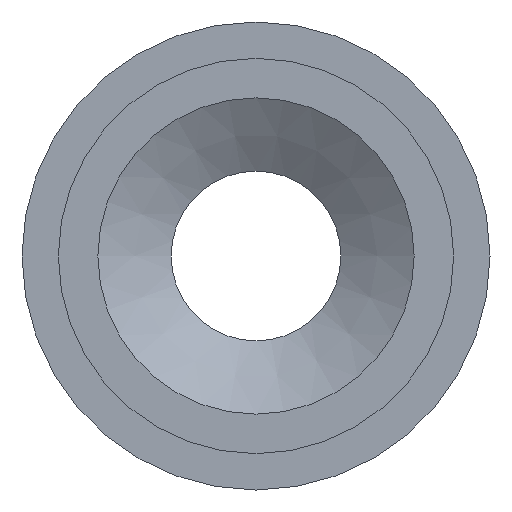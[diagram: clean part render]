
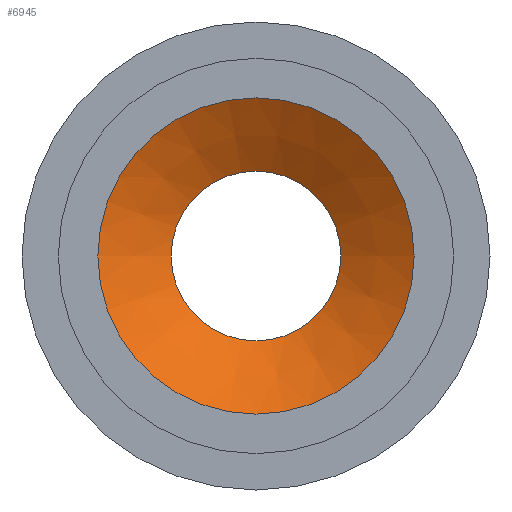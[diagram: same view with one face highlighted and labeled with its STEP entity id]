
A CAD part, front view. The second image highlights one B-rep face of the part: STEP entity #6945.
In plain terms, the highlighted conical face has half-angle 58.855 degrees and reference radius 29.273 mm.
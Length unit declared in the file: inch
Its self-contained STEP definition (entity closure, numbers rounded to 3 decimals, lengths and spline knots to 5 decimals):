
#23=CONICAL_SURFACE('',#7515,1.1525,58.855);
#1132=FACE_BOUND('',#1988,.T.);
#1531=FACE_OUTER_BOUND('',#1987,.T.);
#1987=EDGE_LOOP('',(#6503));
#1988=EDGE_LOOP('',(#6504));
#2233=CIRCLE('',#7514,1.5);
#2234=CIRCLE('',#7516,0.805);
#3388=VERTEX_POINT('',#16142);
#3389=VERTEX_POINT('',#16145);
#4427=EDGE_CURVE('',#3388,#3388,#2233,.T.);
#4428=EDGE_CURVE('',#3389,#3389,#2234,.T.);
#6503=ORIENTED_EDGE('',*,*,#4428,.F.);
#6504=ORIENTED_EDGE('',*,*,#4427,.T.);
#6945=ADVANCED_FACE('',(#1531,#1132),#23,.F.);
#7514=AXIS2_PLACEMENT_3D('',#16143,#8977,#8978);
#7515=AXIS2_PLACEMENT_3D('',#16144,#8979,#8980);
#7516=AXIS2_PLACEMENT_3D('',#16146,#8981,#8982);
#8977=DIRECTION('center_axis',(0.,-1.,0.));
#8978=DIRECTION('ref_axis',(1.,0.,0.));
#8979=DIRECTION('center_axis',(0.,-1.,0.));
#8980=DIRECTION('ref_axis',(1.,0.,0.));
#8981=DIRECTION('center_axis',(0.,-1.,0.));
#8982=DIRECTION('ref_axis',(1.,0.,0.));
#16142=CARTESIAN_POINT('',(1.5,0.25,0.));
#16143=CARTESIAN_POINT('Origin',(0.,0.25,0.));
#16144=CARTESIAN_POINT('Origin',(0.,0.46,0.));
#16145=CARTESIAN_POINT('',(0.805,0.67,0.));
#16146=CARTESIAN_POINT('Origin',(0.,0.67,0.));
